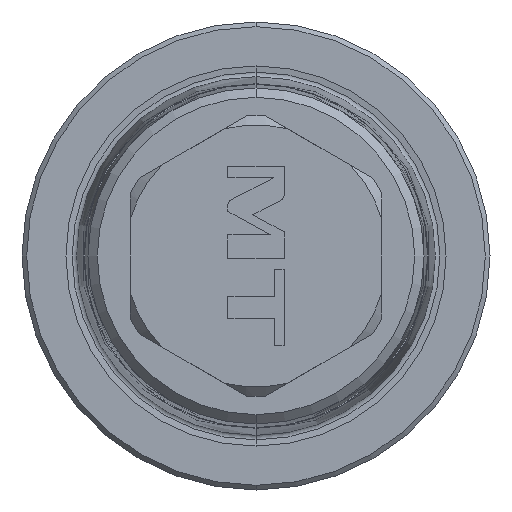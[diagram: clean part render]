
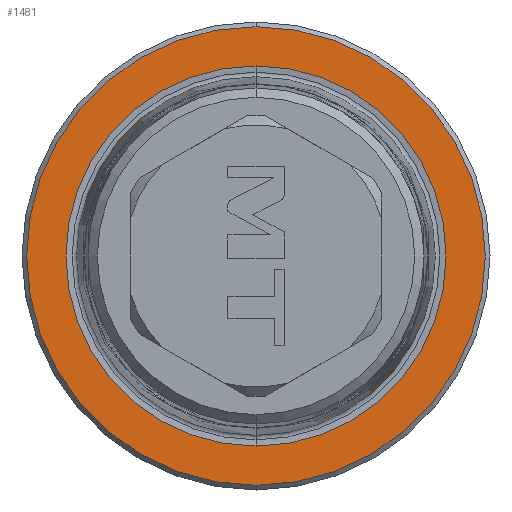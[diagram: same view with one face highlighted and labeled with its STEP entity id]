
A CAD part, front view. The second image highlights one B-rep face of the part: STEP entity #1481.
In plain terms, the highlighted planar face has unit normal (0, -1, 0).
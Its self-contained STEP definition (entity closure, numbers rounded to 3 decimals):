
#185=CARTESIAN_POINT('',(0.,0.,0.));
#186=DIRECTION('',(0.,1.,0.));
#187=DIRECTION('',(0.,0.,-1.));
#188=AXIS2_PLACEMENT_3D('',#185,#186,#187);
#190=CARTESIAN_POINT('',(0.,0.,0.));
#191=DIRECTION('',(0.,1.,0.));
#192=DIRECTION('',(0.,0.,1.));
#193=AXIS2_PLACEMENT_3D('',#190,#191,#192);
#195=CARTESIAN_POINT('',(0.,0.,0.));
#196=DIRECTION('',(0.,-1.,0.));
#197=DIRECTION('',(0.,0.,1.));
#198=AXIS2_PLACEMENT_3D('',#195,#196,#197);
#200=CARTESIAN_POINT('',(0.,0.,0.));
#201=DIRECTION('',(0.,-1.,0.));
#202=DIRECTION('',(0.,0.,-1.));
#203=AXIS2_PLACEMENT_3D('',#200,#201,#202);
#945=CARTESIAN_POINT('',(0.,0.,-24.5));
#946=CARTESIAN_POINT('',(0.,0.,24.5));
#947=VERTEX_POINT('',#945);
#948=VERTEX_POINT('',#946);
#1049=CARTESIAN_POINT('',(0.,0.,20.308));
#1050=CARTESIAN_POINT('',(0.,0.,-20.308));
#1051=VERTEX_POINT('',#1049);
#1052=VERTEX_POINT('',#1050);
#1466=CARTESIAN_POINT('',(0.,0.,0.));
#1467=DIRECTION('',(0.,-1.,0.));
#1468=DIRECTION('',(0.,0.,-1.));
#1469=AXIS2_PLACEMENT_3D('',#1466,#1467,#1468);
#1470=PLANE('',#1469);
#1471=ORIENTED_EDGE('',*,*,#1448,.T.);
#1472=ORIENTED_EDGE('',*,*,#1433,.T.);
#1473=EDGE_LOOP('',(#1471,#1472));
#1474=FACE_OUTER_BOUND('',#1473,.F.);
#1476=ORIENTED_EDGE('',*,*,#1475,.T.);
#1478=ORIENTED_EDGE('',*,*,#1477,.T.);
#1479=EDGE_LOOP('',(#1476,#1478));
#1480=FACE_BOUND('',#1479,.F.);
#1481=ADVANCED_FACE('',(#1474,#1480),#1470,.T.);
#189=CIRCLE('',#188,24.5);
#194=CIRCLE('',#193,24.5);
#199=CIRCLE('',#198,20.308);
#204=CIRCLE('',#203,20.308);
#1433=EDGE_CURVE('',#948,#947,#194,.T.);
#1448=EDGE_CURVE('',#947,#948,#189,.T.);
#1475=EDGE_CURVE('',#1051,#1052,#199,.T.);
#1477=EDGE_CURVE('',#1052,#1051,#204,.T.);
